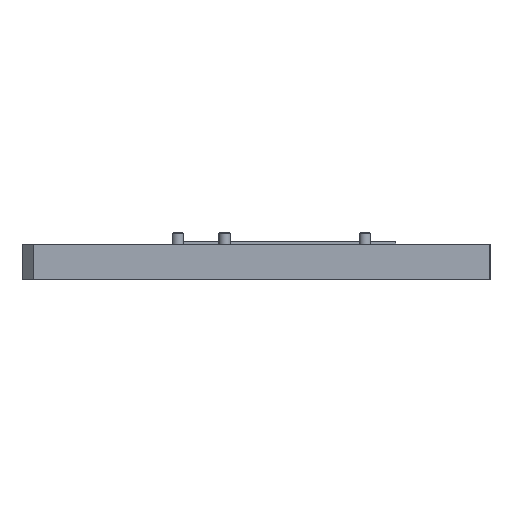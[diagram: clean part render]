
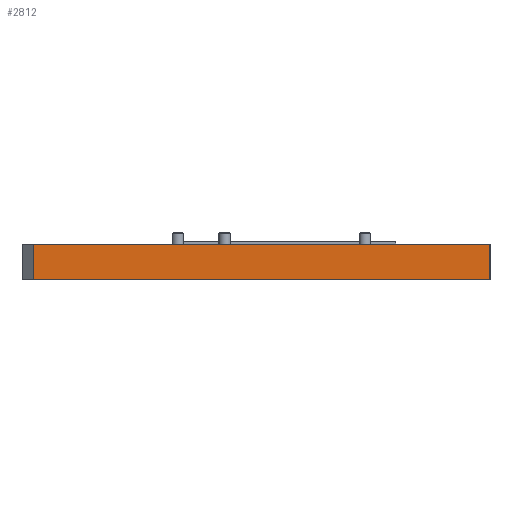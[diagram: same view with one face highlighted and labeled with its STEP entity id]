
A CAD part, front view. The second image highlights one B-rep face of the part: STEP entity #2812.
In plain terms, the highlighted face is planar.
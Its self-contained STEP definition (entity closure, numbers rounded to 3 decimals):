
#221=PLANE('',#3203);
#342=FACE_OUTER_BOUND('',#516,.T.);
#516=EDGE_LOOP('',(#2370,#2371,#2372,#2373));
#729=LINE('',#4603,#957);
#747=LINE('',#4694,#975);
#748=LINE('',#4697,#976);
#749=LINE('',#4698,#977);
#957=VECTOR('',#3769,10.);
#975=VECTOR('',#3877,10.);
#976=VECTOR('',#3880,10.);
#977=VECTOR('',#3881,10.);
#1381=VERTEX_POINT('',#4599);
#1383=VERTEX_POINT('',#4602);
#1411=VERTEX_POINT('',#4692);
#1412=VERTEX_POINT('',#4696);
#1709=EDGE_CURVE('',#1381,#1383,#729,.T.);
#1759=EDGE_CURVE('',#1411,#1381,#747,.T.);
#1760=EDGE_CURVE('',#1412,#1411,#748,.T.);
#1761=EDGE_CURVE('',#1412,#1383,#749,.T.);
#2370=ORIENTED_EDGE('',*,*,#1759,.F.);
#2371=ORIENTED_EDGE('',*,*,#1760,.F.);
#2372=ORIENTED_EDGE('',*,*,#1761,.T.);
#2373=ORIENTED_EDGE('',*,*,#1709,.F.);
#2812=ADVANCED_FACE('',(#342),#221,.T.);
#3203=AXIS2_PLACEMENT_3D('',#4695,#3878,#3879);
#3769=DIRECTION('',(1.,0.,0.));
#3877=DIRECTION('',(0.,1.,0.));
#3878=DIRECTION('center_axis',(0.,0.,1.));
#3879=DIRECTION('ref_axis',(1.,0.,0.));
#3880=DIRECTION('',(-1.,0.,0.));
#3881=DIRECTION('',(0.,1.,0.));
#4599=CARTESIAN_POINT('',(-60.325,9.525,107.95));
#4602=CARTESIAN_POINT('',(63.5,9.525,107.95));
#4603=CARTESIAN_POINT('',(63.5,9.525,107.95));
#4692=CARTESIAN_POINT('',(-60.325,0.,107.95));
#4694=CARTESIAN_POINT('',(-60.325,0.,107.95));
#4695=CARTESIAN_POINT('Origin',(-63.5,0.,107.95));
#4696=CARTESIAN_POINT('',(63.5,0.,107.95));
#4697=CARTESIAN_POINT('',(63.5,0.,107.95));
#4698=CARTESIAN_POINT('',(63.5,0.,107.95));
